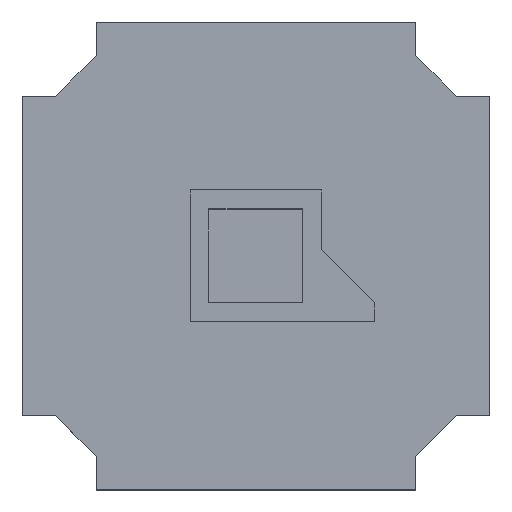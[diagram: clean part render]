
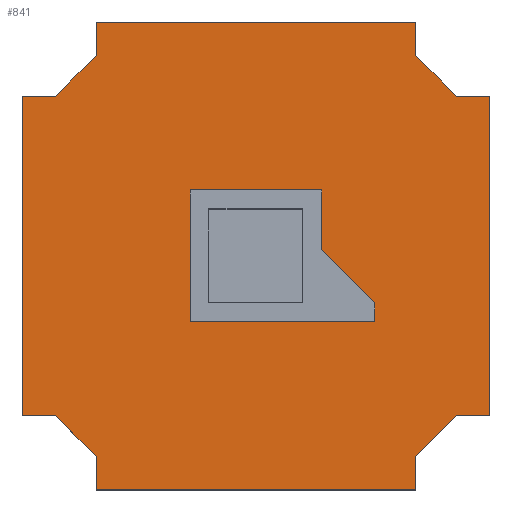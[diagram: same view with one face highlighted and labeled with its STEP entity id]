
A CAD part, top view. The second image highlights one B-rep face of the part: STEP entity #841.
In plain terms, the highlighted planar face has unit normal (0, 0, 1).
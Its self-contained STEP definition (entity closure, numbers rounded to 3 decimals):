
#32=PLANE('',#918);
#68=FACE_BOUND('',#142,.T.);
#92=FACE_OUTER_BOUND('',#141,.T.);
#141=EDGE_LOOP('',(#708,#709,#710,#711,#712,#713,#714,#715,#716,#717,#718,
#719,#720,#721,#722,#723));
#142=EDGE_LOOP('',(#724,#725,#726,#727,#728,#729));
#173=LINE('',#1221,#276);
#181=LINE('',#1242,#284);
#205=LINE('',#1293,#308);
#209=LINE('',#1300,#312);
#211=LINE('',#1304,#314);
#214=LINE('',#1309,#317);
#216=LINE('',#1315,#319);
#217=LINE('',#1317,#320);
#218=LINE('',#1319,#321);
#219=LINE('',#1321,#322);
#220=LINE('',#1323,#323);
#221=LINE('',#1325,#324);
#222=LINE('',#1327,#325);
#223=LINE('',#1329,#326);
#224=LINE('',#1331,#327);
#225=LINE('',#1333,#328);
#226=LINE('',#1335,#329);
#227=LINE('',#1337,#330);
#228=LINE('',#1339,#331);
#229=LINE('',#1341,#332);
#230=LINE('',#1343,#333);
#231=LINE('',#1344,#334);
#276=VECTOR('',#983,10.);
#284=VECTOR('',#1003,10.);
#308=VECTOR('',#1051,10.);
#312=VECTOR('',#1057,10.);
#314=VECTOR('',#1061,10.);
#317=VECTOR('',#1066,10.);
#319=VECTOR('',#1072,10.);
#320=VECTOR('',#1073,10.);
#321=VECTOR('',#1074,10.);
#322=VECTOR('',#1075,10.);
#323=VECTOR('',#1076,10.);
#324=VECTOR('',#1077,10.);
#325=VECTOR('',#1078,10.);
#326=VECTOR('',#1079,10.);
#327=VECTOR('',#1080,10.);
#328=VECTOR('',#1081,10.);
#329=VECTOR('',#1082,10.);
#330=VECTOR('',#1083,10.);
#331=VECTOR('',#1084,10.);
#332=VECTOR('',#1085,10.);
#333=VECTOR('',#1086,10.);
#334=VECTOR('',#1087,10.);
#394=VERTEX_POINT('',#1218);
#395=VERTEX_POINT('',#1220);
#402=VERTEX_POINT('',#1240);
#416=VERTEX_POINT('',#1291);
#417=VERTEX_POINT('',#1292);
#420=VERTEX_POINT('',#1303);
#422=VERTEX_POINT('',#1313);
#423=VERTEX_POINT('',#1314);
#424=VERTEX_POINT('',#1316);
#425=VERTEX_POINT('',#1318);
#426=VERTEX_POINT('',#1320);
#427=VERTEX_POINT('',#1322);
#428=VERTEX_POINT('',#1324);
#429=VERTEX_POINT('',#1326);
#430=VERTEX_POINT('',#1328);
#431=VERTEX_POINT('',#1330);
#432=VERTEX_POINT('',#1332);
#433=VERTEX_POINT('',#1334);
#434=VERTEX_POINT('',#1336);
#435=VERTEX_POINT('',#1338);
#436=VERTEX_POINT('',#1340);
#437=VERTEX_POINT('',#1342);
#479=EDGE_CURVE('',#395,#394,#173,.T.);
#490=EDGE_CURVE('',#394,#402,#181,.T.);
#515=EDGE_CURVE('',#416,#417,#205,.T.);
#519=EDGE_CURVE('',#417,#395,#209,.T.);
#521=EDGE_CURVE('',#402,#420,#211,.T.);
#524=EDGE_CURVE('',#420,#416,#214,.T.);
#526=EDGE_CURVE('',#422,#423,#216,.T.);
#527=EDGE_CURVE('',#423,#424,#217,.T.);
#528=EDGE_CURVE('',#424,#425,#218,.T.);
#529=EDGE_CURVE('',#425,#426,#219,.T.);
#530=EDGE_CURVE('',#426,#427,#220,.T.);
#531=EDGE_CURVE('',#427,#428,#221,.T.);
#532=EDGE_CURVE('',#428,#429,#222,.T.);
#533=EDGE_CURVE('',#429,#430,#223,.T.);
#534=EDGE_CURVE('',#430,#431,#224,.T.);
#535=EDGE_CURVE('',#432,#431,#225,.T.);
#536=EDGE_CURVE('',#433,#432,#226,.T.);
#537=EDGE_CURVE('',#434,#433,#227,.T.);
#538=EDGE_CURVE('',#435,#434,#228,.T.);
#539=EDGE_CURVE('',#435,#436,#229,.T.);
#540=EDGE_CURVE('',#436,#437,#230,.T.);
#541=EDGE_CURVE('',#437,#422,#231,.T.);
#708=ORIENTED_EDGE('',*,*,#526,.T.);
#709=ORIENTED_EDGE('',*,*,#527,.T.);
#710=ORIENTED_EDGE('',*,*,#528,.T.);
#711=ORIENTED_EDGE('',*,*,#529,.T.);
#712=ORIENTED_EDGE('',*,*,#530,.T.);
#713=ORIENTED_EDGE('',*,*,#531,.T.);
#714=ORIENTED_EDGE('',*,*,#532,.T.);
#715=ORIENTED_EDGE('',*,*,#533,.T.);
#716=ORIENTED_EDGE('',*,*,#534,.T.);
#717=ORIENTED_EDGE('',*,*,#535,.F.);
#718=ORIENTED_EDGE('',*,*,#536,.F.);
#719=ORIENTED_EDGE('',*,*,#537,.F.);
#720=ORIENTED_EDGE('',*,*,#538,.F.);
#721=ORIENTED_EDGE('',*,*,#539,.T.);
#722=ORIENTED_EDGE('',*,*,#540,.T.);
#723=ORIENTED_EDGE('',*,*,#541,.T.);
#724=ORIENTED_EDGE('',*,*,#515,.T.);
#725=ORIENTED_EDGE('',*,*,#519,.T.);
#726=ORIENTED_EDGE('',*,*,#479,.T.);
#727=ORIENTED_EDGE('',*,*,#490,.T.);
#728=ORIENTED_EDGE('',*,*,#521,.T.);
#729=ORIENTED_EDGE('',*,*,#524,.T.);
#841=ADVANCED_FACE('',(#92,#68),#32,.T.);
#918=AXIS2_PLACEMENT_3D('',#1312,#1070,#1071);
#983=DIRECTION('',(-1.,0.,0.));
#1003=DIRECTION('',(0.,1.,0.));
#1051=DIRECTION('',(0.707,-0.707,0.));
#1057=DIRECTION('',(0.,-1.,0.));
#1061=DIRECTION('',(1.,0.,0.));
#1066=DIRECTION('',(0.,-1.,0.));
#1070=DIRECTION('center_axis',(0.,0.,1.));
#1071=DIRECTION('ref_axis',(1.,0.,0.));
#1072=DIRECTION('',(0.,1.,0.));
#1073=DIRECTION('',(-1.,0.,0.));
#1074=DIRECTION('',(-0.707,0.707,0.));
#1075=DIRECTION('',(0.,1.,0.));
#1076=DIRECTION('',(-1.,0.,0.));
#1077=DIRECTION('',(0.,-1.,0.));
#1078=DIRECTION('',(-0.707,-0.707,0.));
#1079=DIRECTION('',(-1.,0.,0.));
#1080=DIRECTION('',(0.,-1.,0.));
#1081=DIRECTION('',(-1.,0.,0.));
#1082=DIRECTION('',(-0.707,0.707,0.));
#1083=DIRECTION('',(0.,1.,0.));
#1084=DIRECTION('',(-1.,0.,0.));
#1085=DIRECTION('',(0.,1.,0.));
#1086=DIRECTION('',(0.707,0.707,0.));
#1087=DIRECTION('',(1.,0.,0.));
#1218=CARTESIAN_POINT('',(-27.951,13.909,13.));
#1220=CARTESIAN_POINT('',(-8.29,13.909,13.));
#1221=CARTESIAN_POINT('',(-12.905,13.909,13.));
#1240=CARTESIAN_POINT('',(-27.951,27.909,13.));
#1242=CARTESIAN_POINT('',(-27.951,24.42,13.));
#1291=CARTESIAN_POINT('',(-13.951,21.57,13.));
#1292=CARTESIAN_POINT('',(-8.29,15.909,13.));
#1293=CARTESIAN_POINT('',(-6.937,14.557,13.));
#1300=CARTESIAN_POINT('',(-8.29,17.42,13.));
#1303=CARTESIAN_POINT('',(-13.951,27.909,13.));
#1304=CARTESIAN_POINT('',(-5.905,27.909,13.));
#1309=CARTESIAN_POINT('',(-13.951,21.25,13.));
#1312=CARTESIAN_POINT('Origin',(2.141,20.93,13.));
#1313=CARTESIAN_POINT('',(3.97,3.93,13.));
#1314=CARTESIAN_POINT('',(3.97,37.93,13.));
#1315=CARTESIAN_POINT('',(3.97,3.93,13.));
#1316=CARTESIAN_POINT('',(0.395,37.93,13.));
#1317=CARTESIAN_POINT('',(4.17,37.93,13.));
#1318=CARTESIAN_POINT('',(-3.93,42.255,13.));
#1319=CARTESIAN_POINT('',(0.395,37.93,13.));
#1320=CARTESIAN_POINT('',(-3.93,45.83,13.));
#1321=CARTESIAN_POINT('',(-3.93,42.255,13.));
#1322=CARTESIAN_POINT('',(-37.93,45.83,13.));
#1323=CARTESIAN_POINT('',(-3.93,45.83,13.));
#1324=CARTESIAN_POINT('',(-37.93,42.255,13.));
#1325=CARTESIAN_POINT('',(-37.93,46.03,13.));
#1326=CARTESIAN_POINT('',(-42.255,37.93,13.));
#1327=CARTESIAN_POINT('',(-37.93,42.255,13.));
#1328=CARTESIAN_POINT('',(-45.83,37.93,13.));
#1329=CARTESIAN_POINT('',(-42.255,37.93,13.));
#1330=CARTESIAN_POINT('',(-45.83,3.93,13.));
#1331=CARTESIAN_POINT('',(-45.83,37.93,13.));
#1332=CARTESIAN_POINT('',(-42.255,3.93,13.));
#1333=CARTESIAN_POINT('',(-42.255,3.93,13.));
#1334=CARTESIAN_POINT('',(-37.93,-0.395,13.));
#1335=CARTESIAN_POINT('',(-37.93,-0.395,13.));
#1336=CARTESIAN_POINT('',(-37.93,-3.97,13.));
#1337=CARTESIAN_POINT('',(-37.93,-4.17,13.));
#1338=CARTESIAN_POINT('',(-3.971,-3.97,13.));
#1339=CARTESIAN_POINT('',(-37.73,-3.97,13.));
#1340=CARTESIAN_POINT('',(-3.971,-0.437,13.));
#1341=CARTESIAN_POINT('',(-3.971,-4.17,13.));
#1342=CARTESIAN_POINT('',(0.395,3.93,13.));
#1343=CARTESIAN_POINT('',(-3.971,-0.437,13.));
#1344=CARTESIAN_POINT('',(0.395,3.93,13.));
